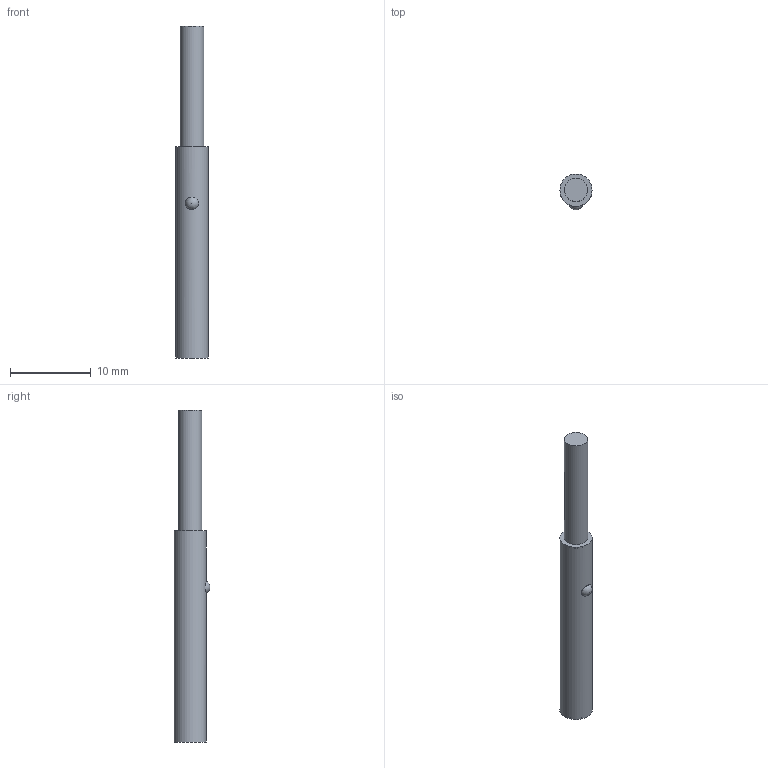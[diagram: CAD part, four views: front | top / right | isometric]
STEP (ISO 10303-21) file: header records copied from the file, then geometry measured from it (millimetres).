
FILE_DESCRIPTION(/* description */ (''),/* implementation_level */ '2;1');
FILE_NAME(/* name */ 'D4_B_KABEL_I1SF-D0401N-O3U2.stp',/* time_stamp */ '2021-08-09T11:04:45+02:00',/* author */ ('S. Sandt'),/* organization */ ('di-soric GmbH & Co. KG'),/* preprocessor_version */ 'ST-DEVELOPER v18.1',/* originating_system */ 'Autodesk Inventor 2021',/* authorisation */ '');
FILE_SCHEMA (('AUTOMOTIVE_DESIGN { 1 0 10303 214 3 1 1 }'));
Length unit declared in the file: millimetre
Products named in the file (1): Bauteil20
Bounding box: 4 x 4.45 x 41.2 mm (x, y, z)
Volume: 137.5 mm3; surface area: 825.6 mm2
Topology: 1 solids, 2 shells, 14 faces, 22 edges, 15 vertices
Faces by surface type: plane 7, cylinder 5, sphere 2
Full cylindrical faces by diameter (mm): 1.5 x1, 2.9 x1, 3.8 x1, 4 x1
Entity records: 447 total; most frequent: CARTESIAN_POINT 151, DIRECTION 56, ORIENTED_EDGE 42, AXIS2_PLACEMENT_3D 26, EDGE_CURVE 21, EDGE_LOOP 18, VERTEX_POINT 15, FACE_OUTER_BOUND 14
